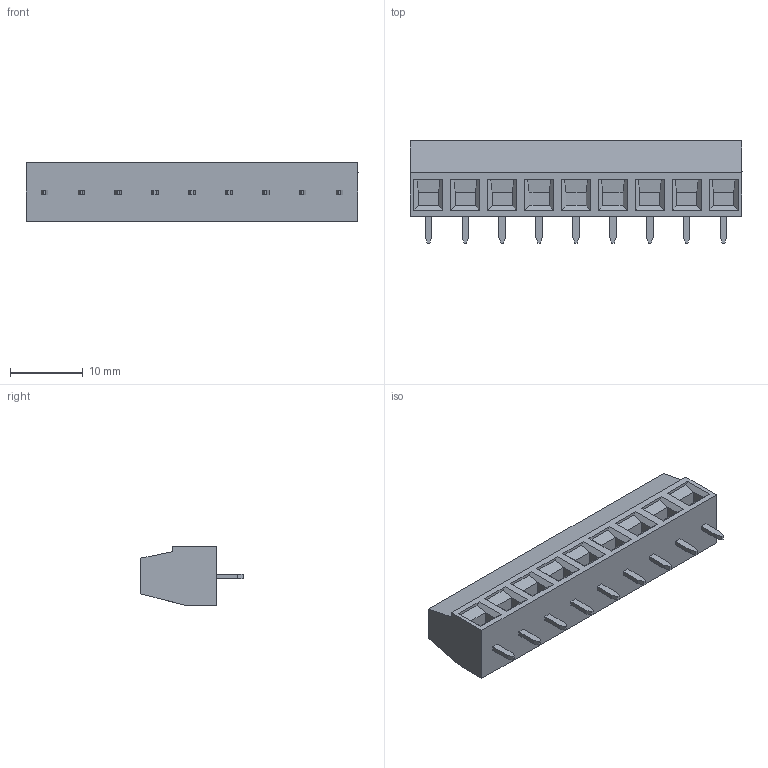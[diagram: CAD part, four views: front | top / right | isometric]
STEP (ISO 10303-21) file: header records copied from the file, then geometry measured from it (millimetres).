
FILE_DESCRIPTION (( 'STEP AP214' ), '1' );
FILE_NAME ('DG127-THR-5.08-09P-13-80AH.STEP', '2021-01-03T00:48:43', ( '' ), ( '' ), 'SwSTEP 2.0', 'SolidWorks 2020', '' );
FILE_SCHEMA (( 'AUTOMOTIVE_DESIGN' ));
Length unit declared in the file: millimetre
Products named in the file (1): DG127-THR-5.08-09P-13-80AH
Bounding box: 45.72 x 14.1 x 8.1 mm (x, y, z)
Volume: 2978.2 mm3; surface area: 2661.6 mm2
Topology: 1 solids, 1 shells, 704 faces, 1851 edges, 1219 vertices
Faces by surface type: plane 474, bspline 167, cylinder 36, torus 27
Entity records: 35862 total; most frequent: CARTESIAN_POINT 13484, ORIENTED_EDGE 3702, DIRECTION 2647, EDGE_CURVE 1851, LINE 1283, VECTOR 1283, VERTEX_POINT 1219, EDGE_LOOP 774
